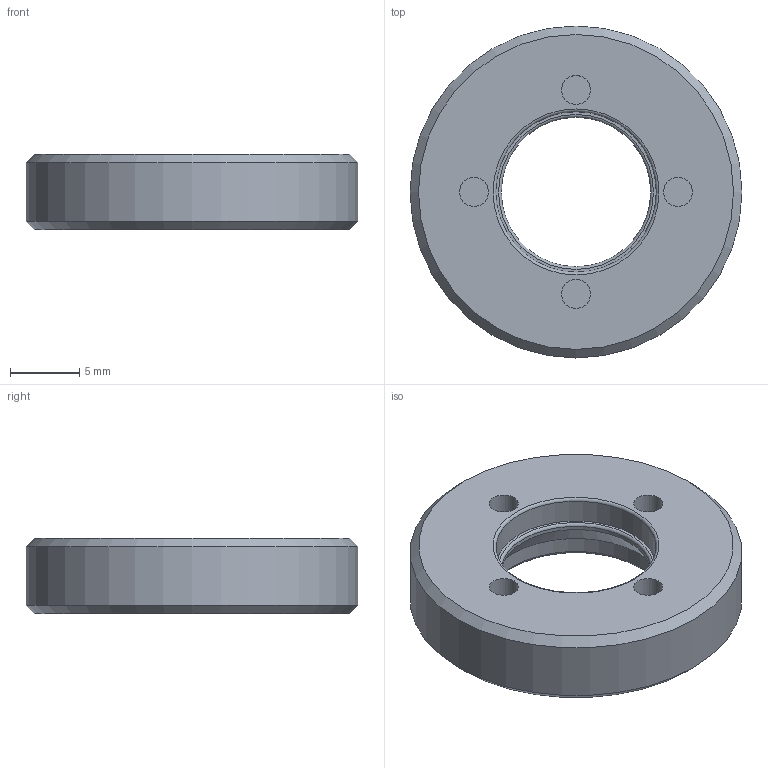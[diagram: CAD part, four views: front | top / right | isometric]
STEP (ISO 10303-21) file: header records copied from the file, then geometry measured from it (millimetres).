
FILE_DESCRIPTION( ( 'STEP AP214' ), '1' );
FILE_NAME( 'AMF559093.stp', '2019-01-17T07:16:54', ( '' ), ( '' ), ' ', 'PARTsolutions', ' ' );
FILE_SCHEMA( ( 'AUTOMOTIVE_DESIGN { 1 0 10303 214 1 1 1 1 }' ) );
Length unit declared in the file: millimetre
Products named in the file (1): _AMF559093
Bounding box: 24 x 24 x 5.45 mm (x, y, z)
Volume: 1631.4 mm3; surface area: 1687.1 mm2
Topology: 1 solids, 1 shells, 25 faces, 41 edges, 25 vertices
Faces by surface type: cylinder 10, plane 9, torus 3, cone 3
Full cylindrical faces by diameter (mm): 2.1 x4, 10.8 x1, 11.6 x1, 13 x1, 18 x1, 19.5 x1, 24 x1
Entity records: 724 total; most frequent: DIRECTION 102, CARTESIAN_POINT 76, AXIS2_PLACEMENT_3D 51, EDGE_LOOP 50, ORIENTED_EDGE 50, FACE_OUTER_BOUND 38, STYLED_ITEM 25, PRESENTATION_STYLE_ASSIGNMENT 25
